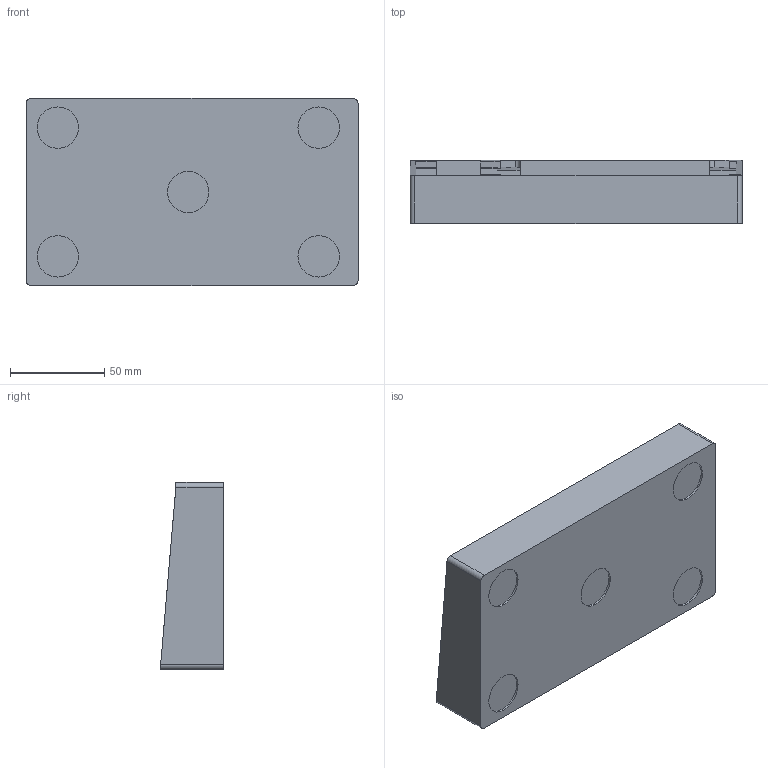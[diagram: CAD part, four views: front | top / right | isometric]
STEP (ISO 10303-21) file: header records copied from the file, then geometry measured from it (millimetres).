
FILE_DESCRIPTION(/* description */ (''),/* implementation_level */ '2;1');
FILE_NAME(/* name */ 'Chassis.step',/* time_stamp */ '2020-10-17T23:01:10+01:00',/* author */ (''),/* organization */ (''),/* preprocessor_version */ 'ST-DEVELOPER v18.1',/* originating_system */ 'Autodesk Translation Framework v9.3.0.1241',/* authorisation */ '');
FILE_SCHEMA (('AUTOMOTIVE_DESIGN { 1 0 10303 214 3 1 1 }'));
Length unit declared in the file: millimetre
Products named in the file (1): FusionComponent
Bounding box: 176.5 x 33.77 x 99.45 mm (x, y, z)
Volume: 129874.6 mm3; surface area: 68536.6 mm2
Topology: 1 solids, 1 shells, 155 faces, 388 edges, 255 vertices
Faces by surface type: plane 122, cylinder 33
Full cylindrical faces by diameter (mm): 2 x2, 2.5 x4, 3 x8, 22 x5
Entity records: 4617 total; most frequent: CARTESIAN_POINT 799, ORIENTED_EDGE 776, DIRECTION 766, EDGE_CURVE 388, LINE 322, VECTOR 322, VERTEX_POINT 255, AXIS2_PLACEMENT_3D 222
